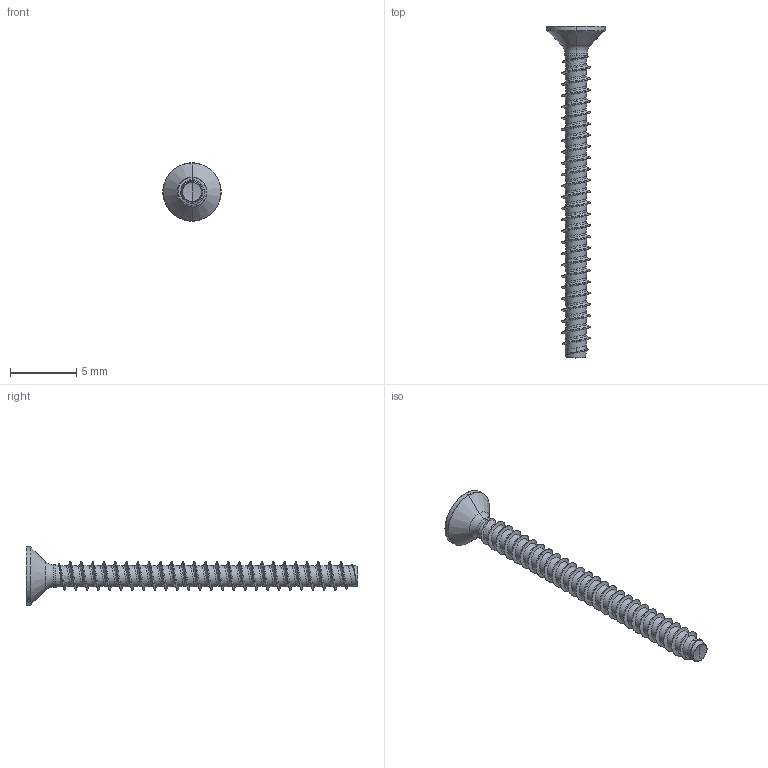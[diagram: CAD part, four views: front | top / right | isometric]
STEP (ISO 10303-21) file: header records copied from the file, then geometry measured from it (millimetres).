
FILE_DESCRIPTION (( 'STEP AP203' ), '1' );
FILE_NAME ('STP330220250.STEP', '2017-08-15T15:18:20', ( '' ), ( '' ), 'SwSTEP 2.0', 'SolidWorks 2015', '' );
FILE_SCHEMA (( 'CONFIG_CONTROL_DESIGN' ));
Length unit declared in the file: millimetre
Products named in the file (1): STP330220250
Bounding box: 4.4 x 25 x 4.4 mm (x, y, z)
Volume: 64.5 mm3; surface area: 233.5 mm2
Topology: 1 solids, 1 shells, 216 faces, 516 edges, 302 vertices
Faces by surface type: cylinder 100, bspline 51, sphere 26, plane 22, cone 11, torus 6
Entity records: 34907 total; most frequent: CARTESIAN_POINT 30479, ORIENTED_EDGE 1028, DIRECTION 769, EDGE_CURVE 514, AXIS2_PLACEMENT_3D 307, VERTEX_POINT 302, EDGE_LOOP 218, FACE_OUTER_BOUND 216
